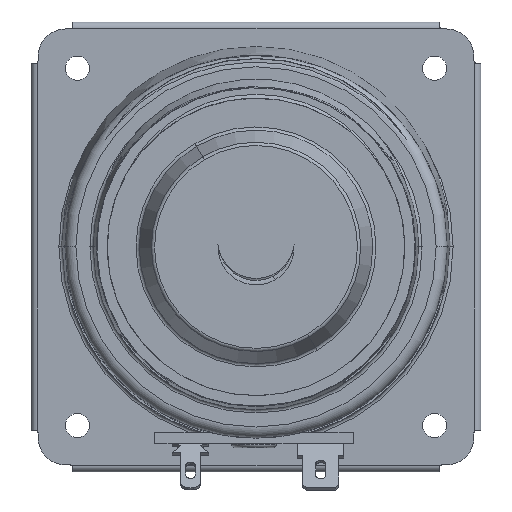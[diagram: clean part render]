
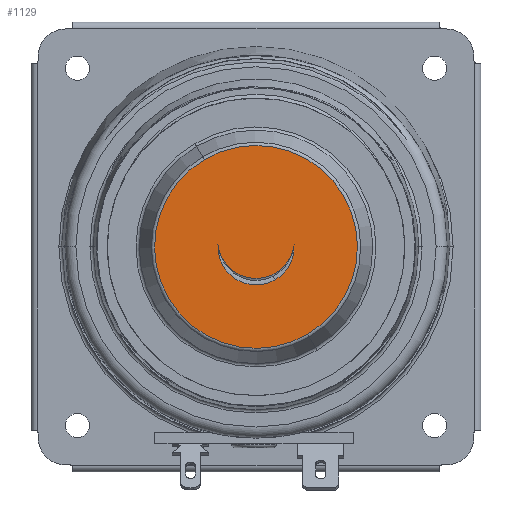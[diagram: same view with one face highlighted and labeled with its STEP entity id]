
A CAD part, front view. The second image highlights one B-rep face of the part: STEP entity #1129.
In plain terms, the highlighted planar face has unit normal (0, -1, 0).
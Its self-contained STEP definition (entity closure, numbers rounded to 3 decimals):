
#74 = VERTEX_POINT ( 'NONE', #2467 ) ;
#452 = DIRECTION ( 'NONE',  ( 0.509, 0., -0.86 ) ) ;
#677 = DIRECTION ( 'NONE',  ( -1., 0., 0. ) ) ;
#896 = AXIS2_PLACEMENT_3D ( 'NONE', #7499, #6634, #452 ) ;
#1026 = DIRECTION ( 'NONE',  ( 0.509, 0., -0.86 ) ) ;
#1129 = ADVANCED_FACE ( 'NONE', ( #7554, #8658 ), #9367, .F. ) ;
#1240 = EDGE_LOOP ( 'NONE', ( #9320, #2520, #5811 ) ) ;
#1649 = CIRCLE ( 'NONE', #2779, 5.536 ) ;
#1664 = CARTESIAN_POINT ( 'NONE',  ( -6.904, -34.993, -0.977 ) ) ;
#1760 = AXIS2_PLACEMENT_3D ( 'NONE', #4326, #5379, #3578 ) ;
#1784 = CARTESIAN_POINT ( 'NONE',  ( -6.904, -34.993, -0.977 ) ) ;
#2365 = DIRECTION ( 'NONE',  ( 0., -1., 0. ) ) ;
#2467 = CARTESIAN_POINT ( 'NONE',  ( -12.397, -34.993, -0.693 ) ) ;
#2520 = ORIENTED_EDGE ( 'NONE', *, *, #8917, .T. ) ;
#2779 = AXIS2_PLACEMENT_3D ( 'NONE', #8637, #11325, #11155 ) ;
#2948 = VERTEX_POINT ( 'NONE', #4602 ) ;
#3578 = DIRECTION ( 'NONE',  ( 0.509, 0., -0.86 ) ) ;
#3829 = AXIS2_PLACEMENT_3D ( 'NONE', #1664, #2365, #5039 ) ;
#4326 = CARTESIAN_POINT ( 'NONE',  ( -6.904, -34.993, -0.977 ) ) ;
#4602 = CARTESIAN_POINT ( 'NONE',  ( -1.411, -34.993, -0.693 ) ) ;
#4721 = AXIS2_PLACEMENT_3D ( 'NONE', #11344, #8713, #677 ) ;
#4931 = CIRCLE ( 'NONE', #3829, 5.5 ) ;
#5039 = DIRECTION ( 'NONE',  ( 0.509, 0., -0.86 ) ) ;
#5045 = ORIENTED_EDGE ( 'NONE', *, *, #8594, .T. ) ;
#5151 = EDGE_CURVE ( 'NONE', #11204, #9671, #9457, .T. ) ;
#5331 = EDGE_LOOP ( 'NONE', ( #5045, #9536 ) ) ;
#5379 = DIRECTION ( 'NONE',  ( 0., -1., 0. ) ) ;
#5811 = ORIENTED_EDGE ( 'NONE', *, *, #7648, .F. ) ;
#6634 = DIRECTION ( 'NONE',  ( 0., -1., 0. ) ) ;
#6781 = CIRCLE ( 'NONE', #1760, 5.5 ) ;
#7499 = CARTESIAN_POINT ( 'NONE',  ( -6.904, -34.993, -0.977 ) ) ;
#7554 = FACE_BOUND ( 'NONE', #1240, .T. ) ;
#7648 = EDGE_CURVE ( 'NONE', #8787, #2948, #6781, .T. ) ;
#7777 = CARTESIAN_POINT ( 'NONE',  ( -14.374, -34.993, 11.639 ) ) ;
#8459 = EDGE_CURVE ( 'NONE', #74, #8787, #4931, .T. ) ;
#8594 = EDGE_CURVE ( 'NONE', #9671, #11204, #9406, .T. ) ;
#8637 = CARTESIAN_POINT ( 'NONE',  ( -6.904, -34.993, 0. ) ) ;
#8658 = FACE_OUTER_BOUND ( 'NONE', #5331, .T. ) ;
#8713 = DIRECTION ( 'NONE',  ( 0., 1., 0. ) ) ;
#8787 = VERTEX_POINT ( 'NONE', #10114 ) ;
#8886 = DIRECTION ( 'NONE',  ( 0., -1., 0. ) ) ;
#8917 = EDGE_CURVE ( 'NONE', #74, #2948, #1649, .T. ) ;
#9320 = ORIENTED_EDGE ( 'NONE', *, *, #8459, .F. ) ;
#9367 = PLANE ( 'NONE',  #4721 ) ;
#9406 = CIRCLE ( 'NONE', #9783, 14.661 ) ;
#9457 = CIRCLE ( 'NONE', #896, 14.661 ) ;
#9536 = ORIENTED_EDGE ( 'NONE', *, *, #5151, .T. ) ;
#9671 = VERTEX_POINT ( 'NONE', #11123 ) ;
#9783 = AXIS2_PLACEMENT_3D ( 'NONE', #1784, #8886, #1026 ) ;
#10114 = CARTESIAN_POINT ( 'NONE',  ( -4.102, -34.993, -5.71 ) ) ;
#11123 = CARTESIAN_POINT ( 'NONE',  ( 0.565, -34.993, -13.593 ) ) ;
#11155 = DIRECTION ( 'NONE',  ( 1., 0., 0. ) ) ;
#11204 = VERTEX_POINT ( 'NONE', #7777 ) ;
#11325 = DIRECTION ( 'NONE',  ( 0., -1., 0. ) ) ;
#11344 = CARTESIAN_POINT ( 'NONE',  ( -12.44, -34.993, 0. ) ) ;
